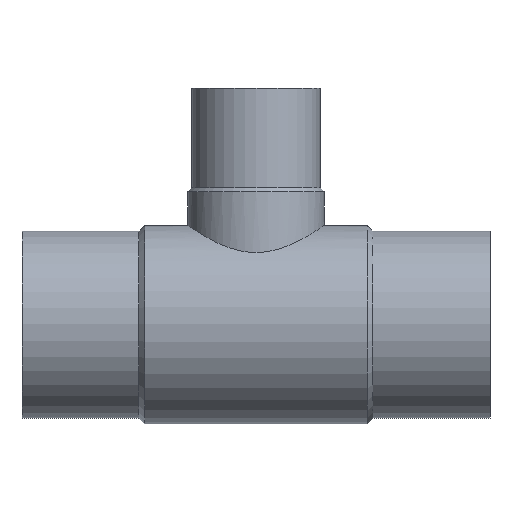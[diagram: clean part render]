
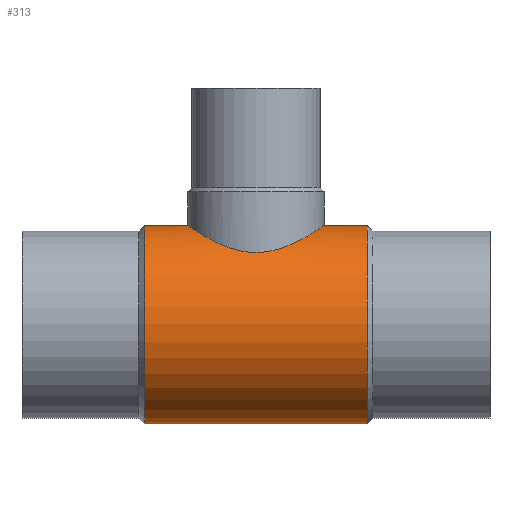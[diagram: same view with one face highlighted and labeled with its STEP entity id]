
A CAD part, top view. The second image highlights one B-rep face of the part: STEP entity #313.
In plain terms, the highlighted cylindrical face has radius 84.75 mm (diameter 169.5 mm), a partial arc.
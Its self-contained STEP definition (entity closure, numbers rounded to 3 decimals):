
#139 = VERTEX_POINT( '', #366 );
#151 = EDGE_CURVE( '', #273, #287, #381, .T. );
#201 = EDGE_CURVE( '', #139, #261, #435, .T. );
#203 = EDGE_CURVE( '', #255, #207, #437, .T. );
#207 = VERTEX_POINT( '', #441 );
#255 = VERTEX_POINT( '', #494 );
#261 = VERTEX_POINT( '', #501 );
#271 = EDGE_CURVE( '', #255, #273, #512, .T. );
#273 = VERTEX_POINT( '', #514 );
#287 = VERTEX_POINT( '', #529 );
#313 = ADVANCED_FACE( '', ( #562 ), #563, .T. );
#323 = EDGE_CURVE( '', #287, #139, #573, .T. );
#333 = EDGE_CURVE( '', #261, #207, #586, .T. );
#366 = CARTESIAN_POINT( '', ( -141.7, 84.75, 0. ) );
#381 = CIRCLE( '', #630, 84.75 );
#435 = B_SPLINE_CURVE_WITH_KNOTS( '', 3, ( #734, #735, #736, #737, #738, #739, #740, #741, #742, #743, #744, #745, #746, #747, #748, #749, #750, #751, #752, #753, #754, #755, #756, #757, #758, #759, #760, #761, #762, #763, #764, #765, #766, #767, #768, #769, #770, #771, #772, #773, #774, #775, #776, #777, #778, #779, #780, #781, #782, #783, #784, #785, #786, #787, #788, #789, #790, #791, #792, #793, #794, #795, #796, #797, #798, #799 ), .UNSPECIFIED., .F., .F., ( 4, 2, 2, 2, 2, 2, 2, 2, 2, 2, 2, 2, 2, 2, 2, 2, 2, 2, 2, 2, 2, 2, 2, 2, 2, 2, 2, 2, 2, 2, 2, 2, 4 ), ( 91.825, 97.527, 103.229, 108.93, 114.632, 120.333, 126.035, 131.736, 137.438, 143.215, 148.991, 154.768, 160.544, 166.321, 172.098, 177.874, 183.651, 189.427, 195.204, 200.981, 206.757, 212.534, 218.31, 224.087, 229.864, 235.565, 241.267, 246.968, 252.67, 258.372, 264.073, 269.775, 275.476 ), .UNSPECIFIED. );
#437 = CIRCLE( '', #802, 84.75 );
#441 = CARTESIAN_POINT( '', ( -295.25, 84.75, 0. ) );
#494 = CARTESIAN_POINT( '', ( -295.25, -84.75, 0. ) );
#501 = CARTESIAN_POINT( '', ( -258.3, 84.75, 0. ) );
#512 = LINE( '', #1030, #1031 );
#514 = CARTESIAN_POINT( '', ( -104.75, -84.75, 0. ) );
#529 = CARTESIAN_POINT( '', ( -104.75, 84.75, 0. ) );
#562 = FACE_OUTER_BOUND( '', #1124, .T. );
#563 = CYLINDRICAL_SURFACE( '', #1125, 84.75 );
#573 = LINE( '', #1139, #1140 );
#586 = LINE( '', #1158, #1159 );
#630 = AXIS2_PLACEMENT_3D( '', #1205, #1206, #1207 );
#734 = CARTESIAN_POINT( '', ( -141.7, 84.75, 0. ) );
#735 = CARTESIAN_POINT( '', ( -141.7, 84.75, 1.901 ) );
#736 = CARTESIAN_POINT( '', ( -141.793, 84.686, 3.823 ) );
#737 = CARTESIAN_POINT( '', ( -142.175, 84.424, 7.676 ) );
#738 = CARTESIAN_POINT( '', ( -142.463, 84.226, 9.605 ) );
#739 = CARTESIAN_POINT( '', ( -143.235, 83.701, 13.433 ) );
#740 = CARTESIAN_POINT( '', ( -143.718, 83.373, 15.332 ) );
#741 = CARTESIAN_POINT( '', ( -144.871, 82.6, 19.066 ) );
#742 = CARTESIAN_POINT( '', ( -145.541, 82.153, 20.901 ) );
#743 = CARTESIAN_POINT( '', ( -147.052, 81.16, 24.477 ) );
#744 = CARTESIAN_POINT( '', ( -147.893, 80.612, 26.22 ) );
#745 = CARTESIAN_POINT( '', ( -149.73, 79.437, 29.589 ) );
#746 = CARTESIAN_POINT( '', ( -150.725, 78.81, 31.215 ) );
#747 = CARTESIAN_POINT( '', ( -152.842, 77.504, 34.33 ) );
#748 = CARTESIAN_POINT( '', ( -153.964, 76.825, 35.818 ) );
#749 = CARTESIAN_POINT( '', ( -156.306, 75.445, 38.64 ) );
#750 = CARTESIAN_POINT( '', ( -157.525, 74.744, 39.974 ) );
#751 = CARTESIAN_POINT( '', ( -160.043, 73.343, 42.491 ) );
#752 = CARTESIAN_POINT( '', ( -161.389, 72.615, 43.721 ) );
#753 = CARTESIAN_POINT( '', ( -164.228, 71.146, 46.073 ) );
#754 = CARTESIAN_POINT( '', ( -165.721, 70.405, 47.195 ) );
#755 = CARTESIAN_POINT( '', ( -168.835, 68.943, 49.307 ) );
#756 = CARTESIAN_POINT( '', ( -170.456, 68.222, 50.296 ) );
#757 = CARTESIAN_POINT( '', ( -173.809, 66.838, 52.121 ) );
#758 = CARTESIAN_POINT( '', ( -175.54, 66.175, 52.956 ) );
#759 = CARTESIAN_POINT( '', ( -179.092, 64.946, 54.456 ) );
#760 = CARTESIAN_POINT( '', ( -180.915, 64.38, 55.122 ) );
#761 = CARTESIAN_POINT( '', ( -184.627, 63.378, 56.27 ) );
#762 = CARTESIAN_POINT( '', ( -186.517, 62.944, 56.753 ) );
#763 = CARTESIAN_POINT( '', ( -190.337, 62.238, 57.527 ) );
#764 = CARTESIAN_POINT( '', ( -192.267, 61.966, 57.818 ) );
#765 = CARTESIAN_POINT( '', ( -196.136, 61.603, 58.204 ) );
#766 = CARTESIAN_POINT( '', ( -198.074, 61.512, 58.3 ) );
#767 = CARTESIAN_POINT( '', ( -201.926, 61.512, 58.3 ) );
#768 = CARTESIAN_POINT( '', ( -203.864, 61.603, 58.204 ) );
#769 = CARTESIAN_POINT( '', ( -207.733, 61.966, 57.818 ) );
#770 = CARTESIAN_POINT( '', ( -209.663, 62.238, 57.527 ) );
#771 = CARTESIAN_POINT( '', ( -213.483, 62.944, 56.753 ) );
#772 = CARTESIAN_POINT( '', ( -215.373, 63.378, 56.27 ) );
#773 = CARTESIAN_POINT( '', ( -219.085, 64.38, 55.122 ) );
#774 = CARTESIAN_POINT( '', ( -220.908, 64.946, 54.456 ) );
#775 = CARTESIAN_POINT( '', ( -224.46, 66.175, 52.956 ) );
#776 = CARTESIAN_POINT( '', ( -226.191, 66.838, 52.121 ) );
#777 = CARTESIAN_POINT( '', ( -229.544, 68.222, 50.296 ) );
#778 = CARTESIAN_POINT( '', ( -231.165, 68.943, 49.307 ) );
#779 = CARTESIAN_POINT( '', ( -234.279, 70.405, 47.195 ) );
#780 = CARTESIAN_POINT( '', ( -235.772, 71.146, 46.073 ) );
#781 = CARTESIAN_POINT( '', ( -238.611, 72.615, 43.721 ) );
#782 = CARTESIAN_POINT( '', ( -239.957, 73.343, 42.491 ) );
#783 = CARTESIAN_POINT( '', ( -242.475, 74.744, 39.974 ) );
#784 = CARTESIAN_POINT( '', ( -243.694, 75.445, 38.64 ) );
#785 = CARTESIAN_POINT( '', ( -246.036, 76.825, 35.818 ) );
#786 = CARTESIAN_POINT( '', ( -247.158, 77.504, 34.33 ) );
#787 = CARTESIAN_POINT( '', ( -249.275, 78.81, 31.215 ) );
#788 = CARTESIAN_POINT( '', ( -250.27, 79.437, 29.589 ) );
#789 = CARTESIAN_POINT( '', ( -252.107, 80.612, 26.22 ) );
#790 = CARTESIAN_POINT( '', ( -252.948, 81.16, 24.477 ) );
#791 = CARTESIAN_POINT( '', ( -254.459, 82.153, 20.901 ) );
#792 = CARTESIAN_POINT( '', ( -255.129, 82.6, 19.066 ) );
#793 = CARTESIAN_POINT( '', ( -256.282, 83.373, 15.332 ) );
#794 = CARTESIAN_POINT( '', ( -256.765, 83.701, 13.433 ) );
#795 = CARTESIAN_POINT( '', ( -257.537, 84.226, 9.605 ) );
#796 = CARTESIAN_POINT( '', ( -257.825, 84.424, 7.676 ) );
#797 = CARTESIAN_POINT( '', ( -258.207, 84.686, 3.823 ) );
#798 = CARTESIAN_POINT( '', ( -258.3, 84.75, 1.901 ) );
#799 = CARTESIAN_POINT( '', ( -258.3, 84.75, 0. ) );
#802 = AXIS2_PLACEMENT_3D( '', #1264, #1265, #1266 );
#1030 = CARTESIAN_POINT( '', ( -200., -84.75, 0. ) );
#1031 = VECTOR( '', #1352, 1. );
#1124 = EDGE_LOOP( '', ( #1416, #1417, #1418, #1419, #1420, #1421 ) );
#1125 = AXIS2_PLACEMENT_3D( '', #1422, #1423, #1424 );
#1139 = CARTESIAN_POINT( '', ( -200., 84.75, 0. ) );
#1140 = VECTOR( '', #1429, 1. );
#1158 = CARTESIAN_POINT( '', ( -200., 84.75, 0. ) );
#1159 = VECTOR( '', #1451, 1. );
#1205 = CARTESIAN_POINT( '', ( -104.75, 0., 0. ) );
#1206 = DIRECTION( '', ( -1., 0., 0. ) );
#1207 = DIRECTION( '', ( 0., 1., 0. ) );
#1264 = CARTESIAN_POINT( '', ( -295.25, 0., 0. ) );
#1265 = DIRECTION( '', ( -1., 0., 0. ) );
#1266 = DIRECTION( '', ( 0., 1., 0. ) );
#1352 = DIRECTION( '', ( 1., 0., 0. ) );
#1416 = ORIENTED_EDGE( '', *, *, #323, .T. );
#1417 = ORIENTED_EDGE( '', *, *, #201, .T. );
#1418 = ORIENTED_EDGE( '', *, *, #333, .T. );
#1419 = ORIENTED_EDGE( '', *, *, #203, .F. );
#1420 = ORIENTED_EDGE( '', *, *, #271, .T. );
#1421 = ORIENTED_EDGE( '', *, *, #151, .T. );
#1422 = CARTESIAN_POINT( '', ( -200., 0., 0. ) );
#1423 = DIRECTION( '', ( 1., 0., 0. ) );
#1424 = DIRECTION( '', ( 0., 1., 0. ) );
#1429 = DIRECTION( '', ( -1., 0., 0. ) );
#1451 = DIRECTION( '', ( -1., 0., 0. ) );
